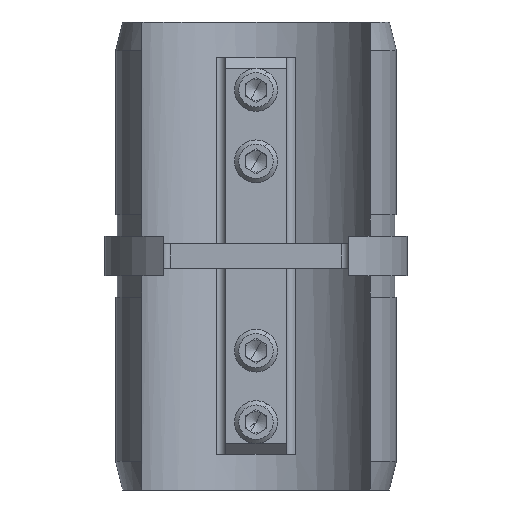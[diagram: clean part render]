
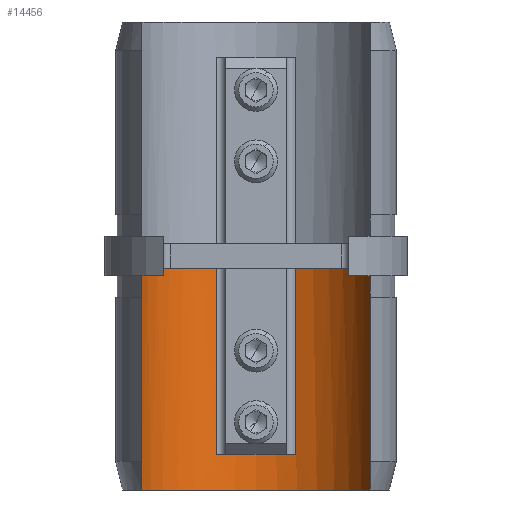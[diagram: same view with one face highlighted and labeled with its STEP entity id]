
A CAD part, front view. The second image highlights one B-rep face of the part: STEP entity #14456.
In plain terms, the highlighted cylindrical face has radius 17 mm (diameter 34 mm), a partial arc.
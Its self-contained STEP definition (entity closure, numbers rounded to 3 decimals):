
#484 = LINE ( 'NONE', #12078, #18188 ) ;
#1106 = VERTEX_POINT ( 'NONE', #21266 ) ;
#1284 = ORIENTED_EDGE ( 'NONE', *, *, #9723, .F. ) ;
#1310 = VERTEX_POINT ( 'NONE', #11956 ) ;
#1324 = AXIS2_PLACEMENT_3D ( 'NONE', #1367, #9757, #2870 ) ;
#1367 = CARTESIAN_POINT ( 'NONE',  ( 0., 0., -1.7 ) ) ;
#1648 = DIRECTION ( 'NONE',  ( 0., 0., 1. ) ) ;
#2113 = DIRECTION ( 'NONE',  ( 0., 0., 1. ) ) ;
#2553 = EDGE_LOOP ( 'NONE', ( #8031, #14154, #11403, #15034, #10708, #1284, #21280, #7284 ) ) ;
#2870 = DIRECTION ( 'NONE',  ( 1., 0., 0. ) ) ;
#2883 = CIRCLE ( 'NONE', #5022, 17. ) ;
#3162 = CIRCLE ( 'NONE', #7847, 17. ) ;
#3430 = DIRECTION ( 'NONE',  ( 0., 0., -1. ) ) ;
#3713 = DIRECTION ( 'NONE',  ( 1., 0., 0. ) ) ;
#4328 = DIRECTION ( 'NONE',  ( -1., 0., 0. ) ) ;
#5022 = AXIS2_PLACEMENT_3D ( 'NONE', #20492, #3430, #3713 ) ;
#5328 = DIRECTION ( 'NONE',  ( 0., 0., 1. ) ) ;
#5608 = CARTESIAN_POINT ( 'NONE',  ( 17., 0., -32.75 ) ) ;
#5670 = DIRECTION ( 'NONE',  ( 0., 0., 1. ) ) ;
#6447 = DIRECTION ( 'NONE',  ( 1., 0., 0. ) ) ;
#6680 = CARTESIAN_POINT ( 'NONE',  ( 17., 0., -1.7 ) ) ;
#7284 = ORIENTED_EDGE ( 'NONE', *, *, #8793, .F. ) ;
#7847 = AXIS2_PLACEMENT_3D ( 'NONE', #11101, #14425, #4328 ) ;
#7975 = LINE ( 'NONE', #10103, #16128 ) ;
#8031 = ORIENTED_EDGE ( 'NONE', *, *, #11683, .T. ) ;
#8710 = CIRCLE ( 'NONE', #1324, 17. ) ;
#8793 = EDGE_CURVE ( 'NONE', #19355, #21187, #484, .T. ) ;
#8997 = EDGE_CURVE ( 'NONE', #9457, #1310, #3162, .T. ) ;
#9457 = VERTEX_POINT ( 'NONE', #20275 ) ;
#9723 = EDGE_CURVE ( 'NONE', #12080, #9457, #15555, .T. ) ;
#9757 = DIRECTION ( 'NONE',  ( 0., 0., -1. ) ) ;
#10103 = CARTESIAN_POINT ( 'NONE',  ( 17., 0., -32.75 ) ) ;
#10473 = EDGE_CURVE ( 'NONE', #21187, #12080, #8710, .T. ) ;
#10685 = CARTESIAN_POINT ( 'NONE',  ( 0., 0., -32.75 ) ) ;
#10708 = ORIENTED_EDGE ( 'NONE', *, *, #8997, .F. ) ;
#10807 = VECTOR ( 'NONE', #14766, 1000. ) ;
#10936 = CARTESIAN_POINT ( 'NONE',  ( -5.578, 16.059, -1.7 ) ) ;
#11101 = CARTESIAN_POINT ( 'NONE',  ( 0., 0., -27.75 ) ) ;
#11403 = ORIENTED_EDGE ( 'NONE', *, *, #20984, .F. ) ;
#11683 = EDGE_CURVE ( 'NONE', #19355, #13801, #2883, .T. ) ;
#11727 = DIRECTION ( 'NONE',  ( 0., 0., -1. ) ) ;
#11770 = CARTESIAN_POINT ( 'NONE',  ( -17., 0., -1.7 ) ) ;
#11956 = CARTESIAN_POINT ( 'NONE',  ( 5.578, 16.059, -27.75 ) ) ;
#11962 = CARTESIAN_POINT ( 'NONE',  ( 5.578, 16.059, -32.75 ) ) ;
#12078 = CARTESIAN_POINT ( 'NONE',  ( -17., 0., -32.75 ) ) ;
#12080 = VERTEX_POINT ( 'NONE', #10936 ) ;
#13801 = VERTEX_POINT ( 'NONE', #5608 ) ;
#13816 = CARTESIAN_POINT ( 'NONE',  ( -17., 0., -32.75 ) ) ;
#14076 = DIRECTION ( 'NONE',  ( -1., 0., 0. ) ) ;
#14154 = ORIENTED_EDGE ( 'NONE', *, *, #18459, .T. ) ;
#14356 = CYLINDRICAL_SURFACE ( 'NONE', #17617, 17. ) ;
#14425 = DIRECTION ( 'NONE',  ( 0., 0., -1. ) ) ;
#14456 = ADVANCED_FACE ( 'NONE', ( #18825 ), #14356, .F. ) ;
#14632 = LINE ( 'NONE', #11962, #17776 ) ;
#14694 = EDGE_CURVE ( 'NONE', #1310, #1106, #14632, .T. ) ;
#14766 = DIRECTION ( 'NONE',  ( 0., 0., -1. ) ) ;
#15034 = ORIENTED_EDGE ( 'NONE', *, *, #14694, .F. ) ;
#15555 = LINE ( 'NONE', #18078, #10807 ) ;
#16128 = VECTOR ( 'NONE', #1648, 1000. ) ;
#17537 = AXIS2_PLACEMENT_3D ( 'NONE', #18289, #11727, #6447 ) ;
#17617 = AXIS2_PLACEMENT_3D ( 'NONE', #10685, #5670, #14076 ) ;
#17776 = VECTOR ( 'NONE', #5328, 1000. ) ;
#18078 = CARTESIAN_POINT ( 'NONE',  ( -5.578, 16.059, -32.75 ) ) ;
#18188 = VECTOR ( 'NONE', #2113, 1000. ) ;
#18289 = CARTESIAN_POINT ( 'NONE',  ( 0., 0., -1.7 ) ) ;
#18459 = EDGE_CURVE ( 'NONE', #13801, #20510, #7975, .T. ) ;
#18825 = FACE_OUTER_BOUND ( 'NONE', #2553, .T. ) ;
#19355 = VERTEX_POINT ( 'NONE', #13816 ) ;
#20027 = CIRCLE ( 'NONE', #17537, 17. ) ;
#20275 = CARTESIAN_POINT ( 'NONE',  ( -5.578, 16.059, -27.75 ) ) ;
#20492 = CARTESIAN_POINT ( 'NONE',  ( 0., 0., -32.75 ) ) ;
#20510 = VERTEX_POINT ( 'NONE', #6680 ) ;
#20984 = EDGE_CURVE ( 'NONE', #1106, #20510, #20027, .T. ) ;
#21187 = VERTEX_POINT ( 'NONE', #11770 ) ;
#21266 = CARTESIAN_POINT ( 'NONE',  ( 5.578, 16.059, -1.7 ) ) ;
#21280 = ORIENTED_EDGE ( 'NONE', *, *, #10473, .F. ) ;
